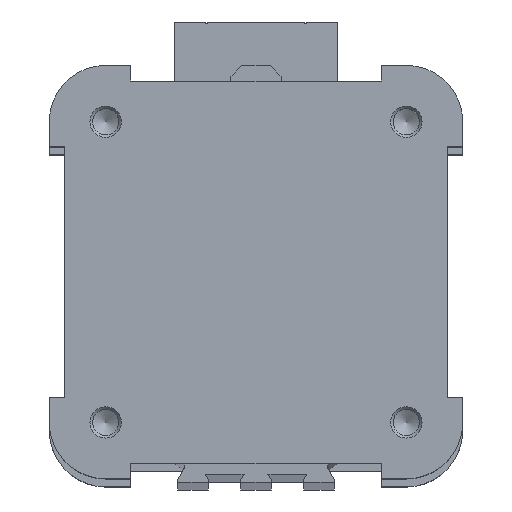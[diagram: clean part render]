
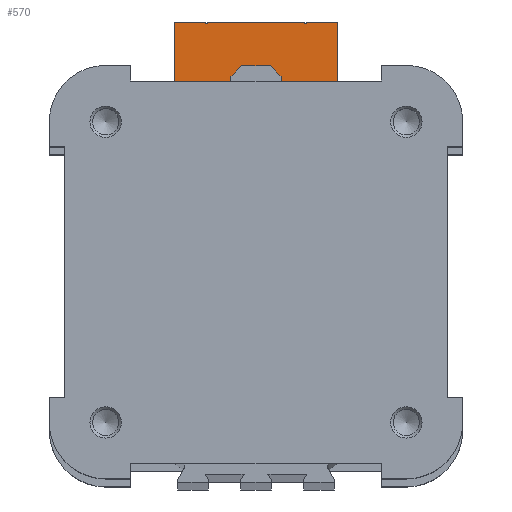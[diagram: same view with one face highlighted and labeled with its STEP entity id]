
A CAD part, top view. The second image highlights one B-rep face of the part: STEP entity #570.
In plain terms, the highlighted planar face has unit normal (0, 0, 1).
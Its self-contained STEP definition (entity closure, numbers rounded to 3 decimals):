
#570 = ADVANCED_FACE( '', ( #1215 ), #1216, .T. );
#1215 = FACE_OUTER_BOUND( '', #1955, .T. );
#1216 = PLANE( '', #1956 );
#1955 = EDGE_LOOP( '', ( #3445, #3446, #3447, #3448, #3449, #3450, #3451, #3452, #3453, #3454, #3455, #3456, #3457, #3458, #3459, #3460 ) );
#1956 = AXIS2_PLACEMENT_3D( '', #3461, #3462, #3463 );
#3445 = ORIENTED_EDGE( '', *, *, #4732, .T. );
#3446 = ORIENTED_EDGE( '', *, *, #4925, .T. );
#3447 = ORIENTED_EDGE( '', *, *, #4926, .T. );
#3448 = ORIENTED_EDGE( '', *, *, #4927, .T. );
#3449 = ORIENTED_EDGE( '', *, *, #4611, .T. );
#3450 = ORIENTED_EDGE( '', *, *, #4461, .T. );
#3451 = ORIENTED_EDGE( '', *, *, #4928, .T. );
#3452 = ORIENTED_EDGE( '', *, *, #4929, .T. );
#3453 = ORIENTED_EDGE( '', *, *, #4380, .T. );
#3454 = ORIENTED_EDGE( '', *, *, #4749, .T. );
#3455 = ORIENTED_EDGE( '', *, *, #4595, .T. );
#3456 = ORIENTED_EDGE( '', *, *, #4930, .T. );
#3457 = ORIENTED_EDGE( '', *, *, #4931, .T. );
#3458 = ORIENTED_EDGE( '', *, *, #4751, .T. );
#3459 = ORIENTED_EDGE( '', *, *, #4456, .T. );
#3460 = ORIENTED_EDGE( '', *, *, #4769, .T. );
#3461 = CARTESIAN_POINT( '', ( 0., 0., 674. ) );
#3462 = DIRECTION( '', ( 0., 0., 1. ) );
#3463 = DIRECTION( '', ( 1., 0., 0. ) );
#4380 = EDGE_CURVE( '', #5229, #5227, #5230, .T. );
#4456 = EDGE_CURVE( '', #5365, #5363, #5366, .T. );
#4461 = EDGE_CURVE( '', #5374, #5372, #5375, .T. );
#4595 = EDGE_CURVE( '', #5595, #5593, #5596, .T. );
#4611 = EDGE_CURVE( '', #5620, #5374, #5623, .T. );
#4732 = EDGE_CURVE( '', #5806, #5804, #5807, .T. );
#4749 = EDGE_CURVE( '', #5227, #5595, #5829, .T. );
#4751 = EDGE_CURVE( '', #5831, #5365, #5832, .T. );
#4769 = EDGE_CURVE( '', #5363, #5806, #5859, .T. );
#4925 = EDGE_CURVE( '', #5804, #6072, #6073, .T. );
#4926 = EDGE_CURVE( '', #6072, #6074, #6075, .T. );
#4927 = EDGE_CURVE( '', #6074, #5620, #6076, .T. );
#4928 = EDGE_CURVE( '', #5372, #6077, #6078, .T. );
#4929 = EDGE_CURVE( '', #6077, #5229, #6079, .T. );
#4930 = EDGE_CURVE( '', #5593, #6080, #6081, .T. );
#4931 = EDGE_CURVE( '', #6080, #5831, #6082, .T. );
#5227 = VERTEX_POINT( '', #6431 );
#5229 = VERTEX_POINT( '', #6434 );
#5230 = LINE( '', #6435, #6436 );
#5363 = VERTEX_POINT( '', #6618 );
#5365 = VERTEX_POINT( '', #6621 );
#5366 = LINE( '', #6622, #6623 );
#5372 = VERTEX_POINT( '', #6631 );
#5374 = VERTEX_POINT( '', #6634 );
#5375 = LINE( '', #6635, #6636 );
#5593 = VERTEX_POINT( '', #6939 );
#5595 = VERTEX_POINT( '', #6942 );
#5596 = LINE( '', #6943, #6944 );
#5620 = VERTEX_POINT( '', #6977 );
#5623 = LINE( '', #6982, #6983 );
#5804 = VERTEX_POINT( '', #7245 );
#5806 = VERTEX_POINT( '', #7248 );
#5807 = LINE( '', #7249, #7250 );
#5829 = LINE( '', #7283, #7284 );
#5831 = VERTEX_POINT( '', #7286 );
#5832 = LINE( '', #7287, #7288 );
#5859 = LINE( '', #7323, #7324 );
#6072 = VERTEX_POINT( '', #7631 );
#6073 = LINE( '', #7632, #7633 );
#6074 = VERTEX_POINT( '', #7634 );
#6075 = CIRCLE( '', #7635, 40. );
#6076 = LINE( '', #7636, #7637 );
#6077 = VERTEX_POINT( '', #7638 );
#6078 = LINE( '', #7639, #7640 );
#6079 = LINE( '', #7641, #7642 );
#6080 = VERTEX_POINT( '', #7643 );
#6081 = LINE( '', #7644, #7645 );
#6082 = LINE( '', #7646, #7647 );
#6431 = CARTESIAN_POINT( '', ( 15.5, 79.5, 674. ) );
#6434 = CARTESIAN_POINT( '', ( 16., 79.5, 674. ) );
#6435 = CARTESIAN_POINT( '', ( 16., 79.5, 674. ) );
#6436 = VECTOR( '', #7992, 1000. );
#6618 = CARTESIAN_POINT( '', ( -26., 80., 674. ) );
#6621 = CARTESIAN_POINT( '', ( -16., 80., 674. ) );
#6622 = CARTESIAN_POINT( '', ( -16., 80., 674. ) );
#6623 = VECTOR( '', #8076, 1000. );
#6631 = CARTESIAN_POINT( '', ( 26., 80., 674. ) );
#6634 = CARTESIAN_POINT( '', ( 26., 52., 674. ) );
#6635 = CARTESIAN_POINT( '', ( 26., 52., 674. ) );
#6636 = VECTOR( '', #8080, 1000. );
#6939 = CARTESIAN_POINT( '', ( -15.5, 80., 674. ) );
#6942 = CARTESIAN_POINT( '', ( 15.5, 80., 674. ) );
#6943 = CARTESIAN_POINT( '', ( 15.5, 80., 674. ) );
#6944 = VECTOR( '', #8236, 1000. );
#6977 = CARTESIAN_POINT( '', ( 5., 52., 674. ) );
#6982 = CARTESIAN_POINT( '', ( -26., 52., 674. ) );
#6983 = VECTOR( '', #8254, 1000. );
#7245 = CARTESIAN_POINT( '', ( -5., 52., 674. ) );
#7248 = CARTESIAN_POINT( '', ( -26., 52., 674. ) );
#7249 = CARTESIAN_POINT( '', ( -26., 52., 674. ) );
#7250 = VECTOR( '', #8367, 1000. );
#7283 = CARTESIAN_POINT( '', ( 15.5, 79.5, 674. ) );
#7284 = VECTOR( '', #8379, 1000. );
#7286 = CARTESIAN_POINT( '', ( -16., 79.5, 674. ) );
#7287 = CARTESIAN_POINT( '', ( -16., 79.5, 674. ) );
#7288 = VECTOR( '', #8380, 1000. );
#7323 = CARTESIAN_POINT( '', ( -26., 80., 674. ) );
#7324 = VECTOR( '', #8404, 1000. );
#7631 = CARTESIAN_POINT( '', ( -5., 39.686, 674. ) );
#7632 = CARTESIAN_POINT( '', ( -5., 55., 674. ) );
#7633 = VECTOR( '', #8553, 1000. );
#7634 = CARTESIAN_POINT( '', ( 5., 39.686, 674. ) );
#7635 = AXIS2_PLACEMENT_3D( '', #8554, #8555, #8556 );
#7636 = CARTESIAN_POINT( '', ( 5., 39.686, 674. ) );
#7637 = VECTOR( '', #8557, 1000. );
#7638 = CARTESIAN_POINT( '', ( 16., 80., 674. ) );
#7639 = CARTESIAN_POINT( '', ( 26., 80., 674. ) );
#7640 = VECTOR( '', #8558, 1000. );
#7641 = CARTESIAN_POINT( '', ( 16., 80., 674. ) );
#7642 = VECTOR( '', #8559, 1000. );
#7643 = CARTESIAN_POINT( '', ( -15.5, 79.5, 674. ) );
#7644 = CARTESIAN_POINT( '', ( -15.5, 80., 674. ) );
#7645 = VECTOR( '', #8560, 1000. );
#7646 = CARTESIAN_POINT( '', ( -15.5, 79.5, 674. ) );
#7647 = VECTOR( '', #8561, 1000. );
#7992 = DIRECTION( '', ( -1., 0., 0. ) );
#8076 = DIRECTION( '', ( -1., 0., 0. ) );
#8080 = DIRECTION( '', ( 0., 1., 0. ) );
#8236 = DIRECTION( '', ( -1., 0., 0. ) );
#8254 = DIRECTION( '', ( 1., 0., 0. ) );
#8367 = DIRECTION( '', ( 1., 0., 0. ) );
#8379 = DIRECTION( '', ( 0., 1., 0. ) );
#8380 = DIRECTION( '', ( 0., 1., 0. ) );
#8404 = DIRECTION( '', ( 0., -1., 0. ) );
#8553 = DIRECTION( '', ( 0., -1., 0. ) );
#8554 = CARTESIAN_POINT( '', ( 0., 0., 674. ) );
#8555 = DIRECTION( '', ( 0., 0., 1. ) );
#8556 = DIRECTION( '', ( 1., 0., 0. ) );
#8557 = DIRECTION( '', ( 0., 1., 0. ) );
#8558 = DIRECTION( '', ( -1., 0., 0. ) );
#8559 = DIRECTION( '', ( 0., -1., 0. ) );
#8560 = DIRECTION( '', ( 0., -1., 0. ) );
#8561 = DIRECTION( '', ( -1., 0., 0. ) );
